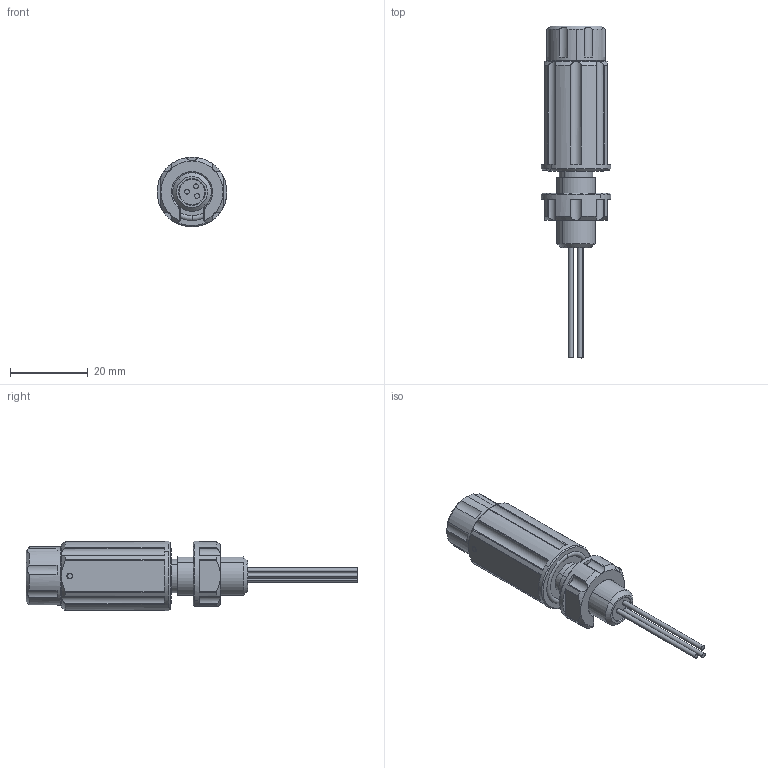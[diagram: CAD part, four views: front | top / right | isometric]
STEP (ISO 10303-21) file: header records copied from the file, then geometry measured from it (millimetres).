
FILE_DESCRIPTION (( 'STEP AP203' ), '1' );
FILE_NAME ('萇弇ん蚾饜俋夤.STEP', '2024-11-19T03:39:35', ( '' ), ( '' ), 'SwSTEP 2.0', 'SolidWorks 2022', '' );
FILE_SCHEMA (( 'CONFIG_CONTROL_DESIGN' ));
Length unit declared in the file: millimetre
Products named in the file (1): 萇弇ん蚾饜俋夤
Bounding box: 18 x 85.65 x 17.97 mm (x, y, z)
Volume: 10582.1 mm3; surface area: 4546.4 mm2
Topology: 2 solids, 2 shells, 191 faces, 476 edges, 301 vertices
Faces by surface type: cylinder 91, plane 48, cone 44, torus 8
Entity records: 6201 total; most frequent: CARTESIAN_POINT 1529, DIRECTION 1010, ORIENTED_EDGE 952, EDGE_CURVE 476, AXIS2_PLACEMENT_3D 424, VERTEX_POINT 301, CIRCLE 232, EDGE_LOOP 203
